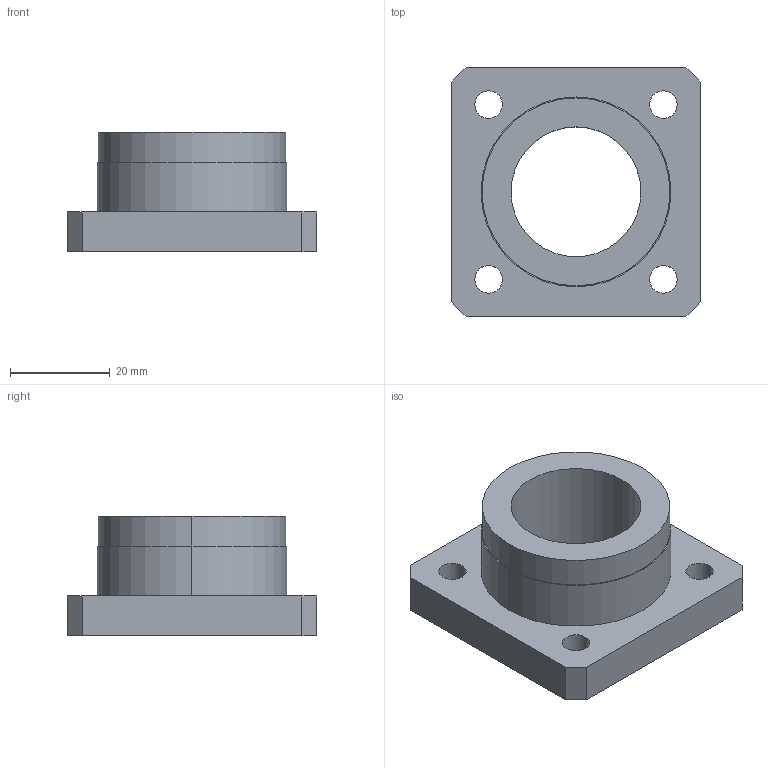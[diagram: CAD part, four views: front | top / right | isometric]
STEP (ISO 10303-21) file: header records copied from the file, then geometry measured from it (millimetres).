
FILE_DESCRIPTION (( 'STEP AP214' ), '1' );
FILE_NAME ('KFG81-16.step', '2020-03-04T13:36:25', ( '' ), ( '' ), 'SwSTEP 2.0', 'SolidWorks 2019', '' );
FILE_SCHEMA (( 'AUTOMOTIVE_DESIGN' ));
Length unit declared in the file: millimetre
Products named in the file (1): KFG81-16
Bounding box: 50 x 50 x 24 mm (x, y, z)
Volume: 23331.4 mm3; surface area: 9735.8 mm2
Topology: 1 solids, 1 shells, 29 faces, 72 edges, 48 vertices
Faces by surface type: cylinder 16, plane 13
Entity records: 932 total; most frequent: DIRECTION 164, CARTESIAN_POINT 150, ORIENTED_EDGE 144, EDGE_CURVE 72, AXIS2_PLACEMENT_3D 62, VERTEX_POINT 48, EDGE_LOOP 42, VECTOR 40
